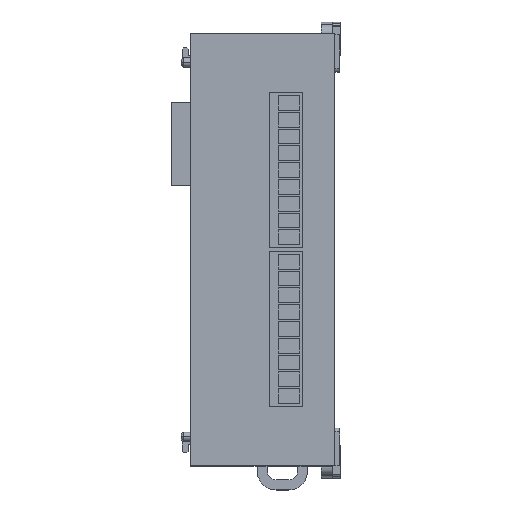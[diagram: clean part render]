
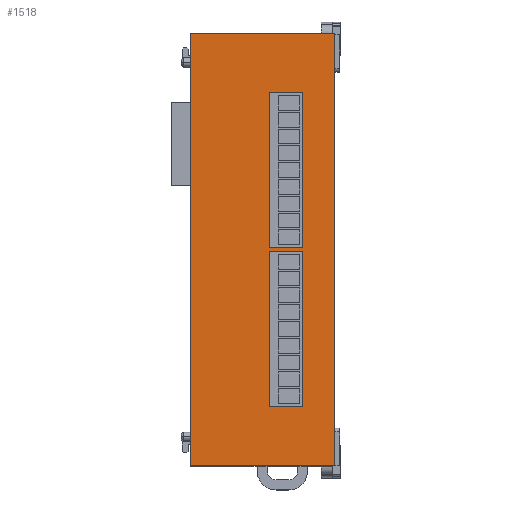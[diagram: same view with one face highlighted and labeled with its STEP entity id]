
A CAD part, top view. The second image highlights one B-rep face of the part: STEP entity #1518.
In plain terms, the highlighted planar face has unit normal (0, 0, 1).
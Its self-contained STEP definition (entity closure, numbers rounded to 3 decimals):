
#207 = VERTEX_POINT ( 'NONE', #4980 ) ;
#772 = EDGE_CURVE ( 'NONE', #207, #11862, #3869, .T. ) ;
#862 = DIRECTION ( 'NONE',  ( 1., 0., 0. ) ) ;
#899 = CARTESIAN_POINT ( 'NONE',  ( 4.1, 32.777, 30.077 ) ) ;
#1113 = CARTESIAN_POINT ( 'NONE',  ( -9.55, 0.477, 30.077 ) ) ;
#1144 = CARTESIAN_POINT ( 'NONE',  ( -2.55, -32.623, 30.077 ) ) ;
#1147 = CARTESIAN_POINT ( 'NONE',  ( -25.9, 45.077, 30.077 ) ) ;
#1518 = ADVANCED_FACE ( 'NONE', ( #5722, #13847, #11447 ), #3957, .T. ) ;
#1605 = EDGE_LOOP ( 'NONE', ( #4049, #4155, #13657, #6060 ) ) ;
#1736 = ORIENTED_EDGE ( 'NONE', *, *, #12979, .F. ) ;
#1827 = CARTESIAN_POINT ( 'NONE',  ( 4.1, -44.923, 30.077 ) ) ;
#1939 = EDGE_CURVE ( 'NONE', #10782, #3228, #7152, .T. ) ;
#1978 = ORIENTED_EDGE ( 'NONE', *, *, #4885, .T. ) ;
#2266 = EDGE_LOOP ( 'NONE', ( #8009, #9775, #1736, #1978 ) ) ;
#2283 = CARTESIAN_POINT ( 'NONE',  ( -2.55, 45.077, 30.077 ) ) ;
#2298 = EDGE_LOOP ( 'NONE', ( #8849, #6933, #7905, #12888 ) ) ;
#2309 = VECTOR ( 'NONE', #5799, 1000. ) ;
#2545 = LINE ( 'NONE', #8475, #10820 ) ;
#3166 = VECTOR ( 'NONE', #13729, 1000. ) ;
#3228 = VERTEX_POINT ( 'NONE', #9575 ) ;
#3317 = CARTESIAN_POINT ( 'NONE',  ( 4.1, 45.077, 30.077 ) ) ;
#3347 = DIRECTION ( 'NONE',  ( 1., 0., 0. ) ) ;
#3592 = LINE ( 'NONE', #2283, #9306 ) ;
#3656 = DIRECTION ( 'NONE',  ( 1., 0., 0. ) ) ;
#3688 = DIRECTION ( 'NONE',  ( 0., 0., 1. ) ) ;
#3731 = CARTESIAN_POINT ( 'NONE',  ( 4.1, 45.077, 30.077 ) ) ;
#3869 = LINE ( 'NONE', #9153, #12107 ) ;
#3878 = EDGE_CURVE ( 'NONE', #5539, #7247, #8042, .T. ) ;
#3957 = PLANE ( 'NONE',  #6414 ) ;
#4049 = ORIENTED_EDGE ( 'NONE', *, *, #6301, .T. ) ;
#4088 = LINE ( 'NONE', #11689, #6969 ) ;
#4152 = DIRECTION ( 'NONE',  ( 0., 1., 0. ) ) ;
#4155 = ORIENTED_EDGE ( 'NONE', *, *, #772, .T. ) ;
#4183 = EDGE_CURVE ( 'NONE', #4596, #7698, #5161, .T. ) ;
#4456 = VERTEX_POINT ( 'NONE', #1827 ) ;
#4596 = VERTEX_POINT ( 'NONE', #1147 ) ;
#4743 = LINE ( 'NONE', #6706, #10131 ) ;
#4800 = VECTOR ( 'NONE', #3347, 1000. ) ;
#4802 = CARTESIAN_POINT ( 'NONE',  ( -9.55, -0.323, 30.077 ) ) ;
#4885 = EDGE_CURVE ( 'NONE', #7986, #4456, #13441, .T. ) ;
#4980 = CARTESIAN_POINT ( 'NONE',  ( -9.55, -32.623, 30.077 ) ) ;
#5161 = LINE ( 'NONE', #3317, #4800 ) ;
#5171 = VERTEX_POINT ( 'NONE', #13654 ) ;
#5274 = VECTOR ( 'NONE', #8864, 1000. ) ;
#5278 = CARTESIAN_POINT ( 'NONE',  ( 4.1, 45.077, 30.077 ) ) ;
#5320 = DIRECTION ( 'NONE',  ( 0., -1., 0. ) ) ;
#5539 = VERTEX_POINT ( 'NONE', #11707 ) ;
#5611 = CARTESIAN_POINT ( 'NONE',  ( -2.55, 45.077, 30.077 ) ) ;
#5722 = FACE_BOUND ( 'NONE', #1605, .T. ) ;
#5799 = DIRECTION ( 'NONE',  ( -1., 0., 0. ) ) ;
#5948 = CARTESIAN_POINT ( 'NONE',  ( 4.1, 0.477, 30.077 ) ) ;
#6060 = ORIENTED_EDGE ( 'NONE', *, *, #10352, .T. ) ;
#6301 = EDGE_CURVE ( 'NONE', #7229, #207, #13380, .T. ) ;
#6414 = AXIS2_PLACEMENT_3D ( 'NONE', #3731, #3688, #3656 ) ;
#6697 = DIRECTION ( 'NONE',  ( -1., 0., 0. ) ) ;
#6706 = CARTESIAN_POINT ( 'NONE',  ( 4.1, 45.077, 30.077 ) ) ;
#6718 = CARTESIAN_POINT ( 'NONE',  ( 4.1, -32.623, 30.077 ) ) ;
#6933 = ORIENTED_EDGE ( 'NONE', *, *, #7876, .T. ) ;
#6969 = VECTOR ( 'NONE', #4152, 1000. ) ;
#7152 = LINE ( 'NONE', #899, #12492 ) ;
#7229 = VERTEX_POINT ( 'NONE', #1144 ) ;
#7247 = VERTEX_POINT ( 'NONE', #1113 ) ;
#7307 = VECTOR ( 'NONE', #5320, 1000. ) ;
#7698 = VERTEX_POINT ( 'NONE', #5278 ) ;
#7793 = DIRECTION ( 'NONE',  ( 0., 1., 0. ) ) ;
#7876 = EDGE_CURVE ( 'NONE', #7247, #10782, #11427, .T. ) ;
#7905 = ORIENTED_EDGE ( 'NONE', *, *, #1939, .T. ) ;
#7986 = VERTEX_POINT ( 'NONE', #13341 ) ;
#8009 = ORIENTED_EDGE ( 'NONE', *, *, #13213, .T. ) ;
#8042 = LINE ( 'NONE', #5948, #2309 ) ;
#8313 = DIRECTION ( 'NONE',  ( 1., 0., 0. ) ) ;
#8475 = CARTESIAN_POINT ( 'NONE',  ( 4.1, -0.323, 30.077 ) ) ;
#8794 = EDGE_CURVE ( 'NONE', #11862, #5171, #2545, .T. ) ;
#8849 = ORIENTED_EDGE ( 'NONE', *, *, #3878, .T. ) ;
#8864 = DIRECTION ( 'NONE',  ( 1., 0., 0. ) ) ;
#9092 = CARTESIAN_POINT ( 'NONE',  ( 4.1, -44.923, 30.077 ) ) ;
#9153 = CARTESIAN_POINT ( 'NONE',  ( -9.55, 45.077, 30.077 ) ) ;
#9172 = DIRECTION ( 'NONE',  ( 0., 1., 0. ) ) ;
#9306 = VECTOR ( 'NONE', #9797, 1000. ) ;
#9575 = CARTESIAN_POINT ( 'NONE',  ( -2.55, 32.777, 30.077 ) ) ;
#9775 = ORIENTED_EDGE ( 'NONE', *, *, #4183, .F. ) ;
#9797 = DIRECTION ( 'NONE',  ( 0., -1., 0. ) ) ;
#10131 = VECTOR ( 'NONE', #7793, 1000. ) ;
#10146 = LINE ( 'NONE', #5611, #7307 ) ;
#10352 = EDGE_CURVE ( 'NONE', #5171, #7229, #10146, .T. ) ;
#10601 = VECTOR ( 'NONE', #6697, 1000. ) ;
#10782 = VERTEX_POINT ( 'NONE', #11825 ) ;
#10820 = VECTOR ( 'NONE', #8313, 1000. ) ;
#11427 = LINE ( 'NONE', #13732, #3166 ) ;
#11447 = FACE_OUTER_BOUND ( 'NONE', #2266, .T. ) ;
#11689 = CARTESIAN_POINT ( 'NONE',  ( -25.9, 0., 30.077 ) ) ;
#11707 = CARTESIAN_POINT ( 'NONE',  ( -2.55, 0.477, 30.077 ) ) ;
#11825 = CARTESIAN_POINT ( 'NONE',  ( -9.55, 32.777, 30.077 ) ) ;
#11862 = VERTEX_POINT ( 'NONE', #4802 ) ;
#12107 = VECTOR ( 'NONE', #9172, 1000. ) ;
#12492 = VECTOR ( 'NONE', #862, 1000. ) ;
#12888 = ORIENTED_EDGE ( 'NONE', *, *, #13102, .T. ) ;
#12979 = EDGE_CURVE ( 'NONE', #7986, #4596, #4088, .T. ) ;
#13102 = EDGE_CURVE ( 'NONE', #3228, #5539, #3592, .T. ) ;
#13213 = EDGE_CURVE ( 'NONE', #4456, #7698, #4743, .T. ) ;
#13341 = CARTESIAN_POINT ( 'NONE',  ( -25.9, -44.923, 30.077 ) ) ;
#13380 = LINE ( 'NONE', #6718, #10601 ) ;
#13441 = LINE ( 'NONE', #9092, #5274 ) ;
#13654 = CARTESIAN_POINT ( 'NONE',  ( -2.55, -0.323, 30.077 ) ) ;
#13657 = ORIENTED_EDGE ( 'NONE', *, *, #8794, .T. ) ;
#13729 = DIRECTION ( 'NONE',  ( 0., 1., 0. ) ) ;
#13732 = CARTESIAN_POINT ( 'NONE',  ( -9.55, 45.077, 30.077 ) ) ;
#13847 = FACE_BOUND ( 'NONE', #2298, .T. ) ;
